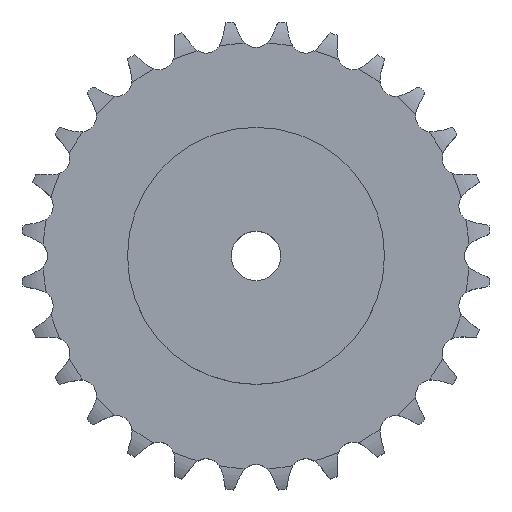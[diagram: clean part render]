
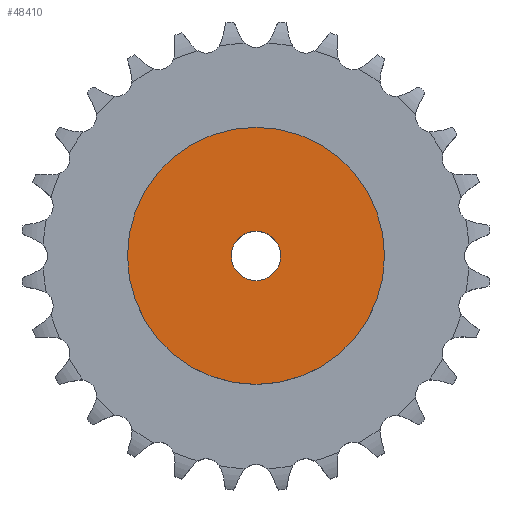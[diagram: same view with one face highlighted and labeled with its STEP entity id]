
A CAD part, top view. The second image highlights one B-rep face of the part: STEP entity #48410.
In plain terms, the highlighted planar face has unit normal (0, 0, 1).
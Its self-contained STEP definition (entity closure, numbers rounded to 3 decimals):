
#25853 = CYLINDRICAL_SURFACE('',#25854,12.5);
#25854 = AXIS2_PLACEMENT_3D('',#25855,#25856,#25857);
#25855 = CARTESIAN_POINT('',(0.,0.,367.547));
#25856 = DIRECTION('',(0.,0.,1.));
#25857 = DIRECTION('',(1.,0.,0.));
#33097 = EDGE_CURVE('',#33098,#33098,#33100,.T.);
#33098 = VERTEX_POINT('',#33099);
#33099 = CARTESIAN_POINT('',(12.5,0.,70.));
#33100 = SURFACE_CURVE('',#33101,(#33106,#33113),.PCURVE_S1.);
#33101 = CIRCLE('',#33102,12.5);
#33102 = AXIS2_PLACEMENT_3D('',#33103,#33104,#33105);
#33103 = CARTESIAN_POINT('',(0.,0.,70.));
#33104 = DIRECTION('',(0.,0.,1.));
#33105 = DIRECTION('',(1.,0.,0.));
#33106 = PCURVE('',#25853,#33107);
#33107 = DEFINITIONAL_REPRESENTATION('',(#33108),#33112);
#33108 = LINE('',#33109,#33110);
#33109 = CARTESIAN_POINT('',(0.,-297.547));
#33110 = VECTOR('',#33111,1.);
#33111 = DIRECTION('',(1.,0.));
#33112 = ( GEOMETRIC_REPRESENTATION_CONTEXT(2) 
PARAMETRIC_REPRESENTATION_CONTEXT() REPRESENTATION_CONTEXT('2D SPACE',''
  ) );
#33113 = PCURVE('',#33114,#33119);
#33114 = PLANE('',#33115);
#33115 = AXIS2_PLACEMENT_3D('',#33116,#33117,#33118);
#33116 = CARTESIAN_POINT('',(0.,0.,70.)
  );
#33117 = DIRECTION('',(0.,0.,1.));
#33118 = DIRECTION('',(1.,0.,0.));
#33119 = DEFINITIONAL_REPRESENTATION('',(#33120),#33124);
#33120 = CIRCLE('',#33121,12.5);
#33121 = AXIS2_PLACEMENT_2D('',#33122,#33123);
#33122 = CARTESIAN_POINT('',(0.,0.));
#33123 = DIRECTION('',(1.,0.));
#33124 = ( GEOMETRIC_REPRESENTATION_CONTEXT(2) 
PARAMETRIC_REPRESENTATION_CONTEXT() REPRESENTATION_CONTEXT('2D SPACE',''
  ) );
#48410 = ADVANCED_FACE('',(#48411,#48442),#33114,.T.);
#48411 = FACE_BOUND('',#48412,.T.);
#48412 = EDGE_LOOP('',(#48413));
#48413 = ORIENTED_EDGE('',*,*,#48414,.T.);
#48414 = EDGE_CURVE('',#48415,#48415,#48417,.T.);
#48415 = VERTEX_POINT('',#48416);
#48416 = CARTESIAN_POINT('',(65.,0.,70.));
#48417 = SURFACE_CURVE('',#48418,(#48423,#48430),.PCURVE_S1.);
#48418 = CIRCLE('',#48419,65.);
#48419 = AXIS2_PLACEMENT_3D('',#48420,#48421,#48422);
#48420 = CARTESIAN_POINT('',(0.,0.,70.));
#48421 = DIRECTION('',(0.,0.,1.));
#48422 = DIRECTION('',(1.,0.,0.));
#48423 = PCURVE('',#33114,#48424);
#48424 = DEFINITIONAL_REPRESENTATION('',(#48425),#48429);
#48425 = CIRCLE('',#48426,65.);
#48426 = AXIS2_PLACEMENT_2D('',#48427,#48428);
#48427 = CARTESIAN_POINT('',(0.,0.));
#48428 = DIRECTION('',(1.,0.));
#48429 = ( GEOMETRIC_REPRESENTATION_CONTEXT(2) 
PARAMETRIC_REPRESENTATION_CONTEXT() REPRESENTATION_CONTEXT('2D SPACE',''
  ) );
#48430 = PCURVE('',#48431,#48436);
#48431 = CYLINDRICAL_SURFACE('',#48432,65.);
#48432 = AXIS2_PLACEMENT_3D('',#48433,#48434,#48435);
#48433 = CARTESIAN_POINT('',(0.,0.,0.));
#48434 = DIRECTION('',(-0.,-0.,-1.));
#48435 = DIRECTION('',(1.,0.,0.));
#48436 = DEFINITIONAL_REPRESENTATION('',(#48437),#48441);
#48437 = LINE('',#48438,#48439);
#48438 = CARTESIAN_POINT('',(-0.,-70.));
#48439 = VECTOR('',#48440,1.);
#48440 = DIRECTION('',(-1.,0.));
#48441 = ( GEOMETRIC_REPRESENTATION_CONTEXT(2) 
PARAMETRIC_REPRESENTATION_CONTEXT() REPRESENTATION_CONTEXT('2D SPACE',''
  ) );
#48442 = FACE_BOUND('',#48443,.T.);
#48443 = EDGE_LOOP('',(#48444));
#48444 = ORIENTED_EDGE('',*,*,#33097,.F.);
